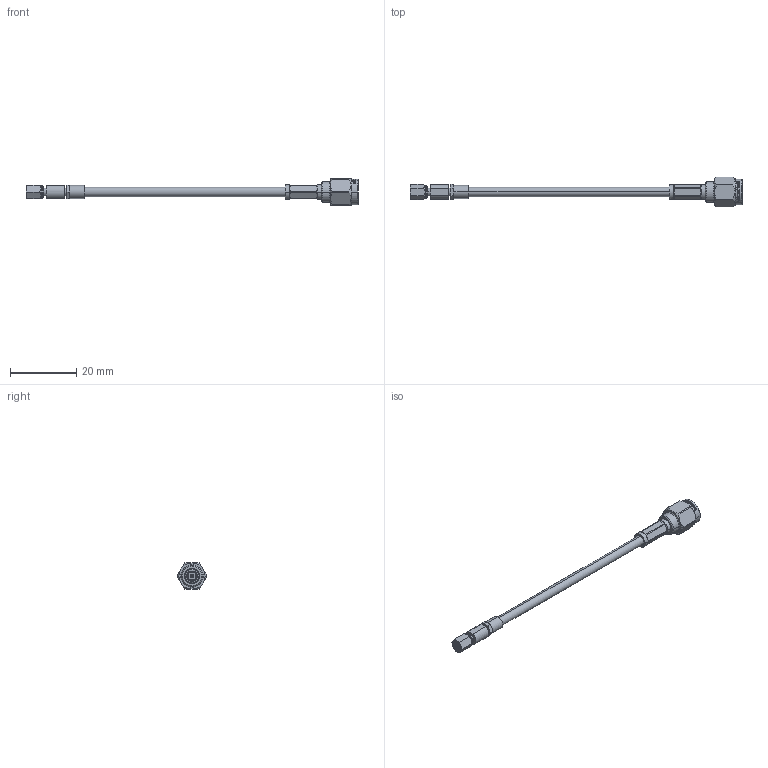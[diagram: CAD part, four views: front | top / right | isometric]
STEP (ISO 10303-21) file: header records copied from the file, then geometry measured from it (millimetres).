
FILE_DESCRIPTION (( 'STEP AP214' ), '1' );
FILE_NAME ('PE3C4437.step', '2020-04-20T16:42:32', ( '' ), ( '' ), 'SwSTEP 2.0', 'SolidWorks 2018', '' );
FILE_SCHEMA (( 'AUTOMOTIVE_DESIGN' ));
Length unit declared in the file: millimetre
Products named in the file (4): RG316-DS___; PE4401; PE45369,FMCN1254___; PE3C4437
Assembly tree (3 placements, depth 2):
  PE3C4437
    RG316-DS___
    PE45369,FMCN1254___
    PE4401
Bounding box: 100.59 x 9.02 x 7.94 mm (x, y, z)
Volume: 1121.9 mm3; surface area: 2123.4 mm2
Topology: 3 solids, 3 shells, 2837 faces, 6102 edges, 3311 vertices
Faces by surface type: bspline 2048, cylinder 626, plane 104, cone 55, torus 4
Entity records: 112824 total; most frequent: CARTESIAN_POINT 72540, ORIENTED_EDGE 12204, EDGE_CURVE 6102, VERTEX_POINT 3311, EDGE_LOOP 2879, FACE_OUTER_BOUND 2837, ADVANCED_FACE 2837, B_SPLINE_CURVE_WITH_KNOTS 2569
